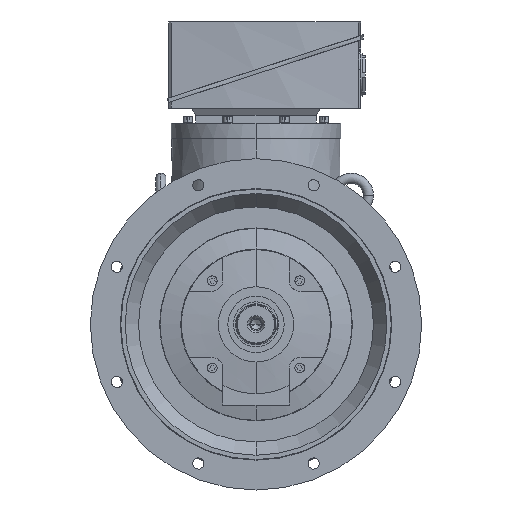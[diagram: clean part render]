
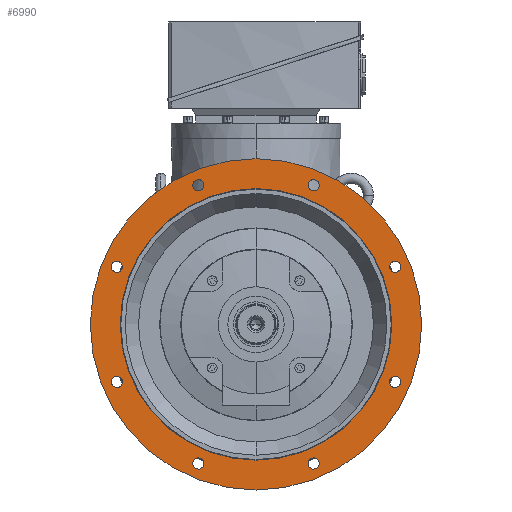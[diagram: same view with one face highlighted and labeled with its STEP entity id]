
A CAD part, left-side view. The second image highlights one B-rep face of the part: STEP entity #6990.
In plain terms, the highlighted planar face has unit normal (-1, 0, 0).
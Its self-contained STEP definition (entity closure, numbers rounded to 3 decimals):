
#6990=ADVANCED_FACE('',(#14380,#14381,#14382,#14383,#14384,#14385,#14386,#14387,#14388,#14389),#14390,.T.);
#14380=FACE_BOUND('',#22110,.T.);
#14381=FACE_BOUND('',#22111,.T.);
#14382=FACE_BOUND('',#22112,.T.);
#14383=FACE_BOUND('',#22113,.T.);
#14384=FACE_BOUND('',#22114,.T.);
#14385=FACE_BOUND('',#22115,.T.);
#14386=FACE_BOUND('',#22116,.T.);
#14387=FACE_BOUND('',#22117,.T.);
#14388=FACE_OUTER_BOUND('',#22118,.T.);
#14389=FACE_BOUND('',#22119,.T.);
#14390=PLANE('',#22120);
#22110=EDGE_LOOP('',(#40933,#40934));
#22111=EDGE_LOOP('',(#40935,#40936));
#22112=EDGE_LOOP('',(#40937,#40938));
#22113=EDGE_LOOP('',(#40939,#40940));
#22114=EDGE_LOOP('',(#40941,#40942));
#22115=EDGE_LOOP('',(#40943,#40944));
#22116=EDGE_LOOP('',(#40945,#40946));
#22117=EDGE_LOOP('',(#40947,#40948));
#22118=EDGE_LOOP('',(#40949,#40950));
#22119=EDGE_LOOP('',(#40951,#40952));
#22120=AXIS2_PLACEMENT_3D('',#40953,#40954,#40955);
#40933=ORIENTED_EDGE('',*,*,#53267,.T.);
#40934=ORIENTED_EDGE('',*,*,#53259,.T.);
#40935=ORIENTED_EDGE('',*,*,#53270,.T.);
#40936=ORIENTED_EDGE('',*,*,#53254,.T.);
#40937=ORIENTED_EDGE('',*,*,#53273,.T.);
#40938=ORIENTED_EDGE('',*,*,#53249,.T.);
#40939=ORIENTED_EDGE('',*,*,#53276,.T.);
#40940=ORIENTED_EDGE('',*,*,#53244,.T.);
#40941=ORIENTED_EDGE('',*,*,#53279,.T.);
#40942=ORIENTED_EDGE('',*,*,#53239,.T.);
#40943=ORIENTED_EDGE('',*,*,#53282,.T.);
#40944=ORIENTED_EDGE('',*,*,#53234,.T.);
#40945=ORIENTED_EDGE('',*,*,#53285,.T.);
#40946=ORIENTED_EDGE('',*,*,#53229,.T.);
#40947=ORIENTED_EDGE('',*,*,#53288,.T.);
#40948=ORIENTED_EDGE('',*,*,#53224,.T.);
#40949=ORIENTED_EDGE('',*,*,#53139,.F.);
#40950=ORIENTED_EDGE('',*,*,#53431,.F.);
#40951=ORIENTED_EDGE('',*,*,#53146,.T.);
#40952=ORIENTED_EDGE('',*,*,#53429,.T.);
#40953=CARTESIAN_POINT('',(-116.0,0.0,250.2));
#40954=DIRECTION('',(-1.0,-0.0,-0.0));
#40955=DIRECTION('',(0.0,0.0,-1.0));
#53139=EDGE_CURVE('',#65297,#65300,#65301,.T.);
#53146=EDGE_CURVE('',#65307,#65311,#65313,.T.);
#53224=EDGE_CURVE('',#65445,#65442,#65446,.T.);
#53229=EDGE_CURVE('',#65454,#65451,#65455,.T.);
#53234=EDGE_CURVE('',#65463,#65460,#65464,.T.);
#53239=EDGE_CURVE('',#65472,#65469,#65473,.T.);
#53244=EDGE_CURVE('',#65481,#65478,#65482,.T.);
#53249=EDGE_CURVE('',#65490,#65487,#65491,.T.);
#53254=EDGE_CURVE('',#65499,#65496,#65500,.T.);
#53259=EDGE_CURVE('',#65508,#65505,#65509,.T.);
#53267=EDGE_CURVE('',#65505,#65508,#65519,.T.);
#53270=EDGE_CURVE('',#65496,#65499,#65522,.T.);
#53273=EDGE_CURVE('',#65487,#65490,#65525,.T.);
#53276=EDGE_CURVE('',#65478,#65481,#65528,.T.);
#53279=EDGE_CURVE('',#65469,#65472,#65531,.T.);
#53282=EDGE_CURVE('',#65460,#65463,#65534,.T.);
#53285=EDGE_CURVE('',#65451,#65454,#65537,.T.);
#53288=EDGE_CURVE('',#65442,#65445,#65540,.T.);
#53429=EDGE_CURVE('',#65311,#65307,#65746,.T.);
#53431=EDGE_CURVE('',#65300,#65297,#65748,.T.);
#65297=VERTEX_POINT('',#82194);
#65300=VERTEX_POINT('',#82198);
#65301=CIRCLE('',#82199,275.0);
#65307=VERTEX_POINT('',#82206);
#65311=VERTEX_POINT('',#82210);
#65313=CIRCLE('',#82212,225.4);
#65442=VERTEX_POINT('',#82427);
#65445=VERTEX_POINT('',#82431);
#65446=CIRCLE('',#82432,9.25);
#65451=VERTEX_POINT('',#82438);
#65454=VERTEX_POINT('',#82442);
#65455=CIRCLE('',#82443,9.25);
#65460=VERTEX_POINT('',#82449);
#65463=VERTEX_POINT('',#82453);
#65464=CIRCLE('',#82454,9.25);
#65469=VERTEX_POINT('',#82460);
#65472=VERTEX_POINT('',#82464);
#65473=CIRCLE('',#82465,9.25);
#65478=VERTEX_POINT('',#82471);
#65481=VERTEX_POINT('',#82475);
#65482=CIRCLE('',#82476,9.25);
#65487=VERTEX_POINT('',#82482);
#65490=VERTEX_POINT('',#82486);
#65491=CIRCLE('',#82487,9.25);
#65496=VERTEX_POINT('',#82493);
#65499=VERTEX_POINT('',#82497);
#65500=CIRCLE('',#82498,9.25);
#65505=VERTEX_POINT('',#82504);
#65508=VERTEX_POINT('',#82508);
#65509=CIRCLE('',#82509,9.25);
#65519=CIRCLE('',#82520,9.25);
#65522=CIRCLE('',#82523,9.25);
#65525=CIRCLE('',#82526,9.25);
#65528=CIRCLE('',#82529,9.25);
#65531=CIRCLE('',#82532,9.25);
#65534=CIRCLE('',#82535,9.25);
#65537=CIRCLE('',#82538,9.25);
#65540=CIRCLE('',#82541,9.25);
#65746=CIRCLE('',#82990,225.4);
#65748=CIRCLE('',#82992,275.0);
#82194=CARTESIAN_POINT('',(-116.0,0.0,275.0));
#82198=CARTESIAN_POINT('',(-116.0,0.,-275.0));
#82199=AXIS2_PLACEMENT_3D('',#103910,#103911,#103912);
#82206=CARTESIAN_POINT('',(-116.0,0.0,225.4));
#82210=CARTESIAN_POINT('',(-116.0,0.,-225.4));
#82212=AXIS2_PLACEMENT_3D('',#103926,#103927,#103928);
#82427=CARTESIAN_POINT('',(-116.0,227.43,-104.217));
#82431=CARTESIAN_POINT('',(-116.0,234.51,-87.125));
#82432=AXIS2_PLACEMENT_3D('',#104037,#104038,#104039);
#82438=CARTESIAN_POINT('',(-116.0,87.125,-234.51));
#82442=CARTESIAN_POINT('',(-116.0,104.217,-227.43));
#82443=AXIS2_PLACEMENT_3D('',#104045,#104046,#104047);
#82449=CARTESIAN_POINT('',(-116.0,-104.217,-227.43));
#82453=CARTESIAN_POINT('',(-116.0,-87.125,-234.51));
#82454=AXIS2_PLACEMENT_3D('',#104053,#104054,#104055);
#82460=CARTESIAN_POINT('',(-116.0,-234.51,-87.125));
#82464=CARTESIAN_POINT('',(-116.0,-227.43,-104.217));
#82465=AXIS2_PLACEMENT_3D('',#104061,#104062,#104063);
#82471=CARTESIAN_POINT('',(-116.0,-227.43,104.217));
#82475=CARTESIAN_POINT('',(-116.0,-234.51,87.125));
#82476=AXIS2_PLACEMENT_3D('',#104069,#104070,#104071);
#82482=CARTESIAN_POINT('',(-116.0,-87.125,234.51));
#82486=CARTESIAN_POINT('',(-116.0,-104.217,227.43));
#82487=AXIS2_PLACEMENT_3D('',#104077,#104078,#104079);
#82493=CARTESIAN_POINT('',(-116.0,104.217,227.43));
#82497=CARTESIAN_POINT('',(-116.0,87.125,234.51));
#82498=AXIS2_PLACEMENT_3D('',#104085,#104086,#104087);
#82504=CARTESIAN_POINT('',(-116.0,234.51,87.125));
#82508=CARTESIAN_POINT('',(-116.0,227.43,104.217));
#82509=AXIS2_PLACEMENT_3D('',#104093,#104094,#104095);
#82520=AXIS2_PLACEMENT_3D('',#104109,#104110,#104111);
#82523=AXIS2_PLACEMENT_3D('',#104115,#104116,#104117);
#82526=AXIS2_PLACEMENT_3D('',#104121,#104122,#104123);
#82529=AXIS2_PLACEMENT_3D('',#104127,#104128,#104129);
#82532=AXIS2_PLACEMENT_3D('',#104133,#104134,#104135);
#82535=AXIS2_PLACEMENT_3D('',#104139,#104140,#104141);
#82538=AXIS2_PLACEMENT_3D('',#104145,#104146,#104147);
#82541=AXIS2_PLACEMENT_3D('',#104151,#104152,#104153);
#82990=AXIS2_PLACEMENT_3D('',#104304,#104305,#104306);
#82992=AXIS2_PLACEMENT_3D('',#104307,#104308,#104309);
#103910=CARTESIAN_POINT('',(-116.0,0.0,0.0));
#103911=DIRECTION('',(1.0,0.0,-0.0));
#103912=DIRECTION('',(0.0,0.0,1.0));
#103926=CARTESIAN_POINT('',(-116.0,0.0,0.0));
#103927=DIRECTION('',(1.0,0.0,-0.0));
#103928=DIRECTION('',(0.0,0.0,1.0));
#104037=CARTESIAN_POINT('',(-116.0,230.97,-95.671));
#104038=DIRECTION('',(1.0,0.0,0.0));
#104039=DIRECTION('',(0.0,-0.383,-0.924));
#104045=CARTESIAN_POINT('',(-116.0,95.671,-230.97));
#104046=DIRECTION('',(1.0,0.0,0.0));
#104047=DIRECTION('',(0.0,-0.924,-0.383));
#104053=CARTESIAN_POINT('',(-116.0,-95.671,-230.97));
#104054=DIRECTION('',(1.0,0.0,0.0));
#104055=DIRECTION('',(0.0,-0.924,0.383));
#104061=CARTESIAN_POINT('',(-116.0,-230.97,-95.671));
#104062=DIRECTION('',(1.0,0.0,0.0));
#104063=DIRECTION('',(0.0,-0.383,0.924));
#104069=CARTESIAN_POINT('',(-116.0,-230.97,95.671));
#104070=DIRECTION('',(1.0,0.0,-0.0));
#104071=DIRECTION('',(0.0,0.383,0.924));
#104077=CARTESIAN_POINT('',(-116.0,-95.671,230.97));
#104078=DIRECTION('',(1.0,0.0,-0.0));
#104079=DIRECTION('',(0.0,0.924,0.383));
#104085=CARTESIAN_POINT('',(-116.0,95.671,230.97));
#104086=DIRECTION('',(1.0,0.0,0.0));
#104087=DIRECTION('',(0.0,0.924,-0.383));
#104093=CARTESIAN_POINT('',(-116.0,230.97,95.671));
#104094=DIRECTION('',(1.0,0.0,0.0));
#104095=DIRECTION('',(0.0,0.383,-0.924));
#104109=CARTESIAN_POINT('',(-116.0,230.97,95.671));
#104110=DIRECTION('',(1.0,0.0,0.0));
#104111=DIRECTION('',(0.0,0.383,-0.924));
#104115=CARTESIAN_POINT('',(-116.0,95.671,230.97));
#104116=DIRECTION('',(1.0,0.0,0.0));
#104117=DIRECTION('',(0.0,0.924,-0.383));
#104121=CARTESIAN_POINT('',(-116.0,-95.671,230.97));
#104122=DIRECTION('',(1.0,0.0,-0.0));
#104123=DIRECTION('',(0.0,0.924,0.383));
#104127=CARTESIAN_POINT('',(-116.0,-230.97,95.671));
#104128=DIRECTION('',(1.0,0.0,-0.0));
#104129=DIRECTION('',(0.0,0.383,0.924));
#104133=CARTESIAN_POINT('',(-116.0,-230.97,-95.671));
#104134=DIRECTION('',(1.0,0.0,0.0));
#104135=DIRECTION('',(0.0,-0.383,0.924));
#104139=CARTESIAN_POINT('',(-116.0,-95.671,-230.97));
#104140=DIRECTION('',(1.0,0.0,0.0));
#104141=DIRECTION('',(0.0,-0.924,0.383));
#104145=CARTESIAN_POINT('',(-116.0,95.671,-230.97));
#104146=DIRECTION('',(1.0,0.0,0.0));
#104147=DIRECTION('',(0.0,-0.924,-0.383));
#104151=CARTESIAN_POINT('',(-116.0,230.97,-95.671));
#104152=DIRECTION('',(1.0,0.0,0.0));
#104153=DIRECTION('',(0.0,-0.383,-0.924));
#104304=CARTESIAN_POINT('',(-116.0,0.0,0.0));
#104305=DIRECTION('',(1.0,0.0,-0.0));
#104306=DIRECTION('',(0.0,0.0,1.0));
#104307=CARTESIAN_POINT('',(-116.0,0.0,0.0));
#104308=DIRECTION('',(1.0,0.0,-0.0));
#104309=DIRECTION('',(0.0,0.0,1.0));
